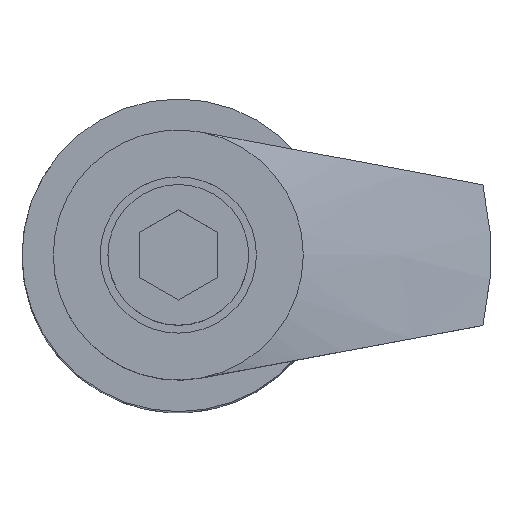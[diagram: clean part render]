
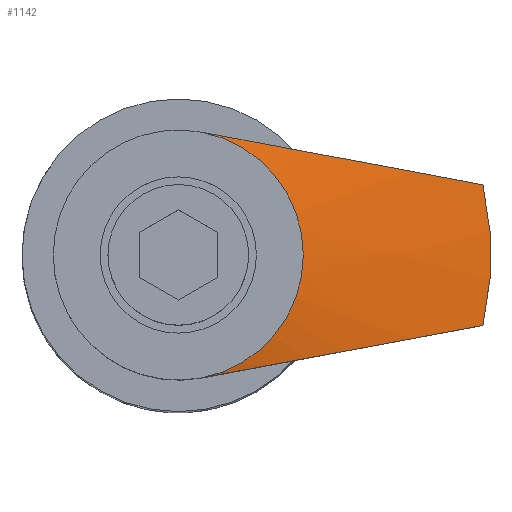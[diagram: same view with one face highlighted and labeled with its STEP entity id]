
A CAD part, top view. The second image highlights one B-rep face of the part: STEP entity #1142.
In plain terms, the highlighted conical face has half-angle 75.964 degrees and reference radius 40 mm.
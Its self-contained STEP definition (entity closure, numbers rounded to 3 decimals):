
#102 = CARTESIAN_POINT ( 'NONE',  ( 0., 0., 49. ) ) ;
#103 = VERTEX_POINT ( 'NONE', #806 ) ;
#106 = CONICAL_SURFACE ( 'NONE', #1172, 40., 1.326 ) ;
#257 = CARTESIAN_POINT ( 'NONE',  ( 38.974, 9., 49. ) ) ;
#344 = ORIENTED_EDGE ( 'NONE', *, *, #1932, .F. ) ;
#409 = CARTESIAN_POINT ( 'NONE',  ( 0., 0., 49. ) ) ;
#459 = DIRECTION ( 'NONE',  ( 0., 0., 1. ) ) ;
#460 = VERTEX_POINT ( 'NONE', #257 ) ;
#463 = CARTESIAN_POINT ( 'NONE',  ( 33.025, 10.111, 50.374 ) ) ;
#480 = EDGE_CURVE ( 'NONE', #772, #460, #1412, .T. ) ;
#528 = CARTESIAN_POINT ( 'NONE',  ( 9.029, -14.591, 54.726 ) ) ;
#536 = CARTESIAN_POINT ( 'NONE',  ( 38.974, -9., 49. ) ) ;
#575 = CIRCLE ( 'NONE', #1210, 16. ) ;
#600 = CARTESIAN_POINT ( 'NONE',  ( 36.001, 9.555, 49.693 ) ) ;
#634 = CARTESIAN_POINT ( 'NONE',  ( 27.063, 11.224, 51.685 ) ) ;
#646 = CARTESIAN_POINT ( 'NONE',  ( 5.991, 15.158, 54.942 ) ) ;
#668 = CARTESIAN_POINT ( 'NONE',  ( 2.936, -15.728, 55. ) ) ;
#678 = CARTESIAN_POINT ( 'NONE',  ( 10.543, -14.308, 54.569 ) ) ;
#693 = VERTEX_POINT ( 'NONE', #1651 ) ;
#758 = EDGE_CURVE ( 'NONE', #103, #772, #1826, .T. ) ;
#772 = VERTEX_POINT ( 'NONE', #1350 ) ;
#776 = CARTESIAN_POINT ( 'NONE',  ( 10.543, 14.308, 54.569 ) ) ;
#795 = EDGE_LOOP ( 'NONE', ( #344, #1231, #843, #1558 ) ) ;
#806 = CARTESIAN_POINT ( 'NONE',  ( 2.936, -15.728, 55. ) ) ;
#814 = CARTESIAN_POINT ( 'NONE',  ( 13.563, 13.744, 54.184 ) ) ;
#819 = DIRECTION ( 'NONE',  ( 1., 0., 0. ) ) ;
#843 = ORIENTED_EDGE ( 'NONE', *, *, #480, .T. ) ;
#852 = CARTESIAN_POINT ( 'NONE',  ( 27.063, -11.224, 51.685 ) ) ;
#964 = CARTESIAN_POINT ( 'NONE',  ( 24.077, 11.781, 52.317 ) ) ;
#1019 = CARTESIAN_POINT ( 'NONE',  ( 13.563, -13.744, 54.184 ) ) ;
#1053 = DIRECTION ( 'NONE',  ( 1., 0., 0. ) ) ;
#1080 = B_SPLINE_CURVE_WITH_KNOTS ( 'NONE', 3,
 ( #1469, #1980, #646, #2147, #776, #814, #1279, #1602, #1434, #964, #634, #463, #600, #1947 ),
 .UNSPECIFIED., .F., .F.,
 ( 4, 2, 2, 2, 2, 2, 4 ),
 ( 0., 0.005, 0.009, 0.014, 0.019, 0.028, 0.037 ),
 .UNSPECIFIED. ) ;
#1116 = EDGE_CURVE ( 'NONE', #693, #460, #1080, .T. ) ;
#1123 = DIRECTION ( 'NONE',  ( -1., 0., 0. ) ) ;
#1136 = DIRECTION ( 'NONE',  ( 0., 0., -1. ) ) ;
#1142 = ADVANCED_FACE ( 'NONE', ( #1623 ), #106, .T. ) ;
#1162 = CARTESIAN_POINT ( 'NONE',  ( 33.025, -10.111, 50.374 ) ) ;
#1172 = AXIS2_PLACEMENT_3D ( 'NONE', #102, #1136, #1123 ) ;
#1174 = CARTESIAN_POINT ( 'NONE',  ( 24.077, -11.781, 52.317 ) ) ;
#1210 = AXIS2_PLACEMENT_3D ( 'NONE', #1966, #459, #819 ) ;
#1231 = ORIENTED_EDGE ( 'NONE', *, *, #758, .T. ) ;
#1279 = CARTESIAN_POINT ( 'NONE',  ( 15.07, 13.463, 53.956 ) ) ;
#1350 = CARTESIAN_POINT ( 'NONE',  ( 38.974, -9., 49. ) ) ;
#1360 = CARTESIAN_POINT ( 'NONE',  ( 15.07, -13.463, 53.956 ) ) ;
#1384 = DIRECTION ( 'NONE',  ( 0., 0., 1. ) ) ;
#1412 = CIRCLE ( 'NONE', #2162, 40. ) ;
#1434 = CARTESIAN_POINT ( 'NONE',  ( 19.581, 12.621, 53.181 ) ) ;
#1469 = CARTESIAN_POINT ( 'NONE',  ( 2.936, 15.728, 55. ) ) ;
#1558 = ORIENTED_EDGE ( 'NONE', *, *, #1116, .F. ) ;
#1602 = CARTESIAN_POINT ( 'NONE',  ( 18.078, 12.901, 53.455 ) ) ;
#1623 = FACE_OUTER_BOUND ( 'NONE', #795, .T. ) ;
#1651 = CARTESIAN_POINT ( 'NONE',  ( 2.936, 15.728, 55. ) ) ;
#1660 = CARTESIAN_POINT ( 'NONE',  ( 19.581, -12.621, 53.181 ) ) ;
#1693 = CARTESIAN_POINT ( 'NONE',  ( 36.001, -9.555, 49.693 ) ) ;
#1826 = B_SPLINE_CURVE_WITH_KNOTS ( 'NONE', 3,
 ( #668, #2018, #1844, #528, #678, #1019, #1360, #2049, #1660, #1174, #852, #1162, #1693, #536 ),
 .UNSPECIFIED., .F., .F.,
 ( 4, 2, 2, 2, 2, 2, 4 ),
 ( 0., 0.005, 0.009, 0.014, 0.019, 0.028, 0.037 ),
 .UNSPECIFIED. ) ;
#1844 = CARTESIAN_POINT ( 'NONE',  ( 5.991, -15.158, 54.942 ) ) ;
#1932 = EDGE_CURVE ( 'NONE', #103, #693, #575, .T. ) ;
#1947 = CARTESIAN_POINT ( 'NONE',  ( 38.974, 9., 49. ) ) ;
#1966 = CARTESIAN_POINT ( 'NONE',  ( 0., 0., 55. ) ) ;
#1980 = CARTESIAN_POINT ( 'NONE',  ( 4.467, 15.443, 55. ) ) ;
#2018 = CARTESIAN_POINT ( 'NONE',  ( 4.467, -15.443, 55. ) ) ;
#2049 = CARTESIAN_POINT ( 'NONE',  ( 18.078, -12.901, 53.455 ) ) ;
#2147 = CARTESIAN_POINT ( 'NONE',  ( 9.029, 14.591, 54.726 ) ) ;
#2162 = AXIS2_PLACEMENT_3D ( 'NONE', #409, #1384, #1053 ) ;
